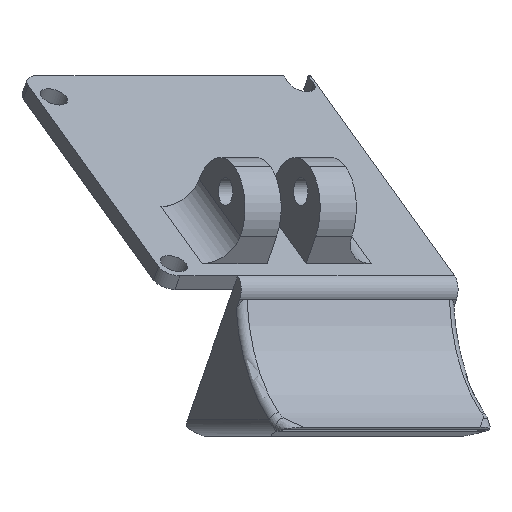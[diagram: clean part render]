
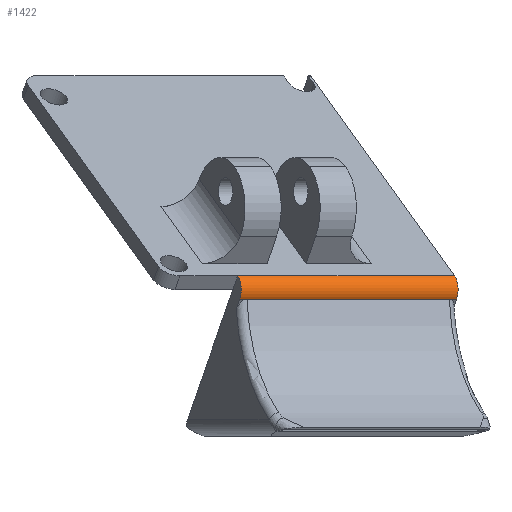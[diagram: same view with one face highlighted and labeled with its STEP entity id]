
A CAD part, left-side view. The second image highlights one B-rep face of the part: STEP entity #1422.
In plain terms, the highlighted cylindrical face has radius 2 mm (diameter 4 mm), a partial arc.
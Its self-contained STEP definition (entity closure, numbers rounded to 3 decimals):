
#294 = PLANE('',#295);
#295 = AXIS2_PLACEMENT_3D('',#296,#297,#298);
#296 = CARTESIAN_POINT('',(22.,17.642,
    133.068));
#297 = DIRECTION('',(0.,0.571,-0.821)
  );
#298 = DIRECTION('',(0.,-0.821,-0.571)
  );
#736 = VERTEX_POINT('',#737);
#737 = CARTESIAN_POINT('',(-8.,19.285,
    134.209));
#997 = VERTEX_POINT('',#998);
#998 = CARTESIAN_POINT('',(22.,19.285,
    134.209));
#1012 = PLANE('',#1013);
#1013 = AXIS2_PLACEMENT_3D('',#1014,#1015,#1016);
#1014 = CARTESIAN_POINT('',(22.,30.198,
    115.003));
#1015 = DIRECTION('',(-1.,0.,0.));
#1016 = DIRECTION('',(0.,0.,-1.));
#1024 = EDGE_CURVE('',#997,#736,#1025,.T.);
#1025 = SURFACE_CURVE('',#1026,(#1030,#1037),.PCURVE_S1.);
#1026 = LINE('',#1027,#1028);
#1027 = CARTESIAN_POINT('',(22.,19.285,
    134.209));
#1028 = VECTOR('',#1029,1.);
#1029 = DIRECTION('',(-1.,0.,0.));
#1030 = PCURVE('',#294,#1031);
#1031 = DEFINITIONAL_REPRESENTATION('',(#1032),#1036);
#1032 = LINE('',#1033,#1034);
#1033 = CARTESIAN_POINT('',(-2.,0.));
#1034 = VECTOR('',#1035,1.);
#1035 = DIRECTION('',(0.,1.));
#1036 = ( GEOMETRIC_REPRESENTATION_CONTEXT(2) 
PARAMETRIC_REPRESENTATION_CONTEXT() REPRESENTATION_CONTEXT('2D SPACE',''
  ) );
#1037 = PCURVE('',#1038,#1043);
#1038 = CYLINDRICAL_SURFACE('',#1039,2.);
#1039 = AXIS2_PLACEMENT_3D('',#1040,#1041,#1042);
#1040 = CARTESIAN_POINT('',(22.,20.426,
    132.567));
#1041 = DIRECTION('',(-1.,0.,0.));
#1042 = DIRECTION('',(0.,-0.821,-0.571
    ));
#1043 = DEFINITIONAL_REPRESENTATION('',(#1044),#1048);
#1044 = LINE('',#1045,#1046);
#1045 = CARTESIAN_POINT('',(1.571,0.));
#1046 = VECTOR('',#1047,1.);
#1047 = DIRECTION('',(0.,1.));
#1048 = ( GEOMETRIC_REPRESENTATION_CONTEXT(2) 
PARAMETRIC_REPRESENTATION_CONTEXT() REPRESENTATION_CONTEXT('2D SPACE',''
  ) );
#1312 = PLANE('',#1313);
#1313 = AXIS2_PLACEMENT_3D('',#1314,#1315,#1316);
#1314 = CARTESIAN_POINT('',(-8.,17.642,
    133.068));
#1315 = DIRECTION('',(1.,0.,0.));
#1316 = DIRECTION('',(0.,0.,1.));
#1422 = ADVANCED_FACE('',(#1423),#1038,.T.);
#1423 = FACE_BOUND('',#1424,.T.);
#1424 = EDGE_LOOP('',(#1425,#1449,#1450,#1478));
#1425 = ORIENTED_EDGE('',*,*,#1426,.T.);
#1426 = EDGE_CURVE('',#1427,#997,#1429,.T.);
#1427 = VERTEX_POINT('',#1428);
#1428 = CARTESIAN_POINT('',(22.,18.784,
    131.426));
#1429 = SURFACE_CURVE('',#1430,(#1435,#1442),.PCURVE_S1.);
#1430 = CIRCLE('',#1431,2.);
#1431 = AXIS2_PLACEMENT_3D('',#1432,#1433,#1434);
#1432 = CARTESIAN_POINT('',(22.,20.426,
    132.567));
#1433 = DIRECTION('',(-1.,0.,0.));
#1434 = DIRECTION('',(0.,-1.,0.));
#1435 = PCURVE('',#1038,#1436);
#1436 = DEFINITIONAL_REPRESENTATION('',(#1437),#1441);
#1437 = LINE('',#1438,#1439);
#1438 = CARTESIAN_POINT('',(-5.676,0.));
#1439 = VECTOR('',#1440,1.);
#1440 = DIRECTION('',(1.,0.));
#1441 = ( GEOMETRIC_REPRESENTATION_CONTEXT(2) 
PARAMETRIC_REPRESENTATION_CONTEXT() REPRESENTATION_CONTEXT('2D SPACE',''
  ) );
#1442 = PCURVE('',#1012,#1443);
#1443 = DEFINITIONAL_REPRESENTATION('',(#1444),#1448);
#1444 = CIRCLE('',#1445,2.);
#1445 = AXIS2_PLACEMENT_2D('',#1446,#1447);
#1446 = CARTESIAN_POINT('',(-17.564,9.772));
#1447 = DIRECTION('',(0.,1.));
#1448 = ( GEOMETRIC_REPRESENTATION_CONTEXT(2) 
PARAMETRIC_REPRESENTATION_CONTEXT() REPRESENTATION_CONTEXT('2D SPACE',''
  ) );
#1449 = ORIENTED_EDGE('',*,*,#1024,.T.);
#1450 = ORIENTED_EDGE('',*,*,#1451,.F.);
#1451 = EDGE_CURVE('',#1452,#736,#1454,.T.);
#1452 = VERTEX_POINT('',#1453);
#1453 = CARTESIAN_POINT('',(-8.,18.784,
    131.426));
#1454 = SURFACE_CURVE('',#1455,(#1460,#1467),.PCURVE_S1.);
#1455 = CIRCLE('',#1456,2.);
#1456 = AXIS2_PLACEMENT_3D('',#1457,#1458,#1459);
#1457 = CARTESIAN_POINT('',(-8.,20.426,
    132.567));
#1458 = DIRECTION('',(-1.,0.,0.));
#1459 = DIRECTION('',(0.,-1.,0.));
#1460 = PCURVE('',#1038,#1461);
#1461 = DEFINITIONAL_REPRESENTATION('',(#1462),#1466);
#1462 = LINE('',#1463,#1464);
#1463 = CARTESIAN_POINT('',(-5.676,30.));
#1464 = VECTOR('',#1465,1.);
#1465 = DIRECTION('',(1.,0.));
#1466 = ( GEOMETRIC_REPRESENTATION_CONTEXT(2) 
PARAMETRIC_REPRESENTATION_CONTEXT() REPRESENTATION_CONTEXT('2D SPACE',''
  ) );
#1467 = PCURVE('',#1312,#1468);
#1468 = DEFINITIONAL_REPRESENTATION('',(#1469),#1477);
#1469 = ( BOUNDED_CURVE() B_SPLINE_CURVE(2,(#1470,#1471,#1472,#1473,
#1474,#1475,#1476),.UNSPECIFIED.,.F.,.F.) B_SPLINE_CURVE_WITH_KNOTS((1,2
    ,2,2,2,1),(-2.094,0.,2.094,4.189,
6.283,8.378),.UNSPECIFIED.) CURVE() 
GEOMETRIC_REPRESENTATION_ITEM() RATIONAL_B_SPLINE_CURVE((1.,0.5,1.,0.5,
1.,0.5,1.)) REPRESENTATION_ITEM('') );
#1470 = CARTESIAN_POINT('',(-0.501,-0.784));
#1471 = CARTESIAN_POINT('',(2.963,-0.784));
#1472 = CARTESIAN_POINT('',(1.231,-3.784));
#1473 = CARTESIAN_POINT('',(-0.501,-6.784));
#1474 = CARTESIAN_POINT('',(-2.233,-3.784));
#1475 = CARTESIAN_POINT('',(-3.965,-0.784));
#1476 = CARTESIAN_POINT('',(-0.501,-0.784));
#1477 = ( GEOMETRIC_REPRESENTATION_CONTEXT(2) 
PARAMETRIC_REPRESENTATION_CONTEXT() REPRESENTATION_CONTEXT('2D SPACE',''
  ) );
#1478 = ORIENTED_EDGE('',*,*,#1479,.F.);
#1479 = EDGE_CURVE('',#1427,#1452,#1480,.T.);
#1480 = SURFACE_CURVE('',#1481,(#1485,#1492),.PCURVE_S1.);
#1481 = LINE('',#1482,#1483);
#1482 = CARTESIAN_POINT('',(22.,18.784,
    131.426));
#1483 = VECTOR('',#1484,1.);
#1484 = DIRECTION('',(-1.,0.,0.));
#1485 = PCURVE('',#1038,#1486);
#1486 = DEFINITIONAL_REPRESENTATION('',(#1487),#1491);
#1487 = LINE('',#1488,#1489);
#1488 = CARTESIAN_POINT('',(0.,0.));
#1489 = VECTOR('',#1490,1.);
#1490 = DIRECTION('',(0.,1.));
#1491 = ( GEOMETRIC_REPRESENTATION_CONTEXT(2) 
PARAMETRIC_REPRESENTATION_CONTEXT() REPRESENTATION_CONTEXT('2D SPACE',''
  ) );
#1492 = PCURVE('',#1493,#1498);
#1493 = PLANE('',#1494);
#1494 = AXIS2_PLACEMENT_3D('',#1495,#1496,#1497);
#1495 = CARTESIAN_POINT('',(7.,23.92,
    124.035));
#1496 = DIRECTION('',(0.,0.821,0.571)
  );
#1497 = DIRECTION('',(0.,-0.571,0.821)
  );
#1498 = DEFINITIONAL_REPRESENTATION('',(#1499),#1503);
#1499 = LINE('',#1500,#1501);
#1500 = CARTESIAN_POINT('',(9.,15.));
#1501 = VECTOR('',#1502,1.);
#1502 = DIRECTION('',(0.,-1.));
#1503 = ( GEOMETRIC_REPRESENTATION_CONTEXT(2) 
PARAMETRIC_REPRESENTATION_CONTEXT() REPRESENTATION_CONTEXT('2D SPACE',''
  ) );
